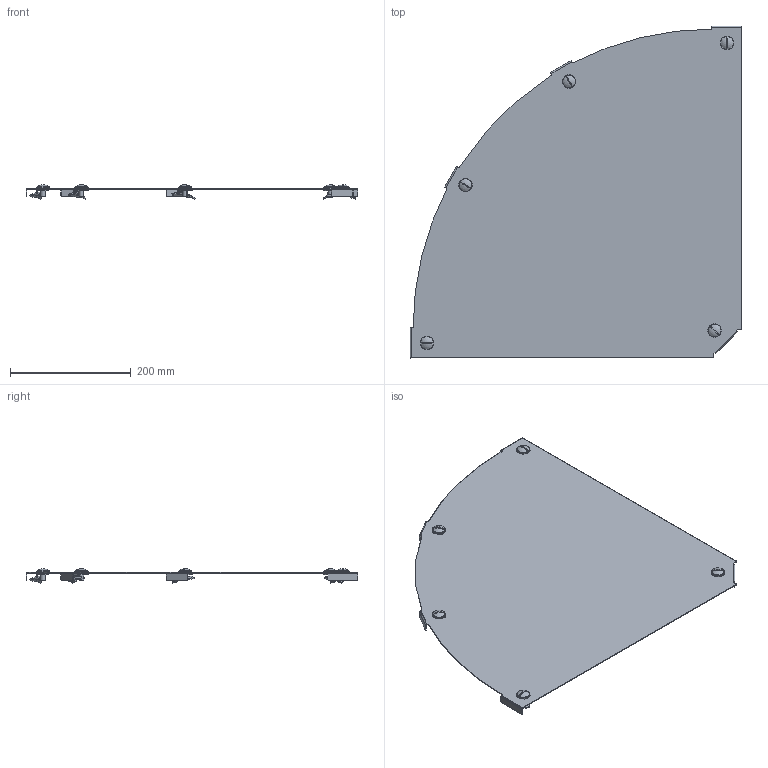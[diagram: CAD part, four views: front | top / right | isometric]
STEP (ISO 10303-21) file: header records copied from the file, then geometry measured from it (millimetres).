
FILE_DESCRIPTION (( 'STEP AP214' ), '1' );
FILE_NAME ('7138580.STP', '2019-12-04T07:12:38', ( '' ), ( '' ), 'SwSTEP 2.0', 'SolidWorks 2018', '' );
FILE_SCHEMA (( 'AUTOMOTIVE_DESIGN' ));
Length unit declared in the file: millimetre
Products named in the file (5): 7138580; KTS 08.083-001_Standard; 048003_NB=500 A2, A4, d-16,5; 099600_Standard; KTS 14.002-012_M8x16
Assembly tree (16 placements, depth 2):
  7138580
    048003_NB=500 A2, A4, d-16,5
    KTS 08.083-001_Standard  x5
    KTS 14.002-012_M8x16  x5
    099600_Standard  x5
Bounding box: 550.99 x 550.99 x 24.53 mm (x, y, z)
Volume: 328377.3 mm3; surface area: 516535.2 mm2
Topology: 16 solids, 16 shells, 597 faces, 1460 edges, 905 vertices
Faces by surface type: plane 244, bspline 170, cylinder 133, cone 30, torus 10, sphere 10
Entity records: 7788 total; most frequent: CARTESIAN_POINT 3142, ORIENTED_EDGE 952, DIRECTION 852, EDGE_CURVE 476, AXIS2_PLACEMENT_3D 304, VERTEX_POINT 293, LINE 244, VECTOR 244
